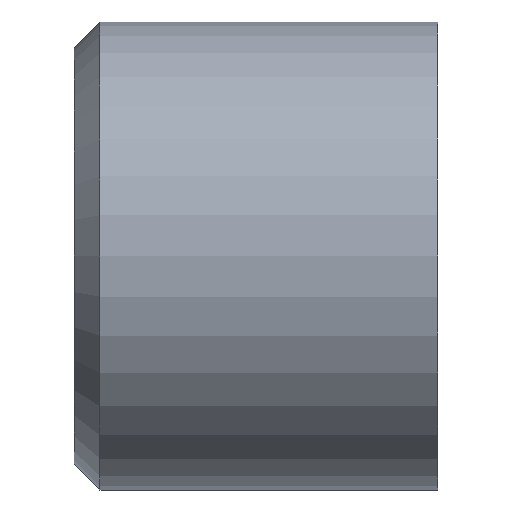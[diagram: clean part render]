
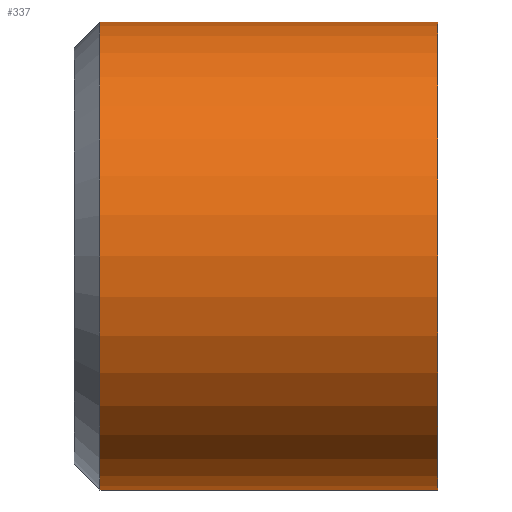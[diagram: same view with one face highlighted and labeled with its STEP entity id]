
A CAD part, left-side view. The second image highlights one B-rep face of the part: STEP entity #337.
In plain terms, the highlighted cylindrical face has radius 9 mm (diameter 18 mm), a partial arc.
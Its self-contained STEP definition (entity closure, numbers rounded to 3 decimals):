
#8 = DIRECTION ( 'NONE',  ( 0., 0., 1. ) ) ;
#12 = VERTEX_POINT ( 'NONE', #247 ) ;
#13 = CARTESIAN_POINT ( 'NONE',  ( 0., 13., 0. ) ) ;
#17 = CARTESIAN_POINT ( 'NONE',  ( 0., 0., 0. ) ) ;
#36 = CARTESIAN_POINT ( 'NONE',  ( 0., 13., -9. ) ) ;
#59 = EDGE_CURVE ( 'NONE', #12, #833, #329, .T. ) ;
#60 = FACE_OUTER_BOUND ( 'NONE', #625, .T. ) ;
#91 = EDGE_CURVE ( 'NONE', #538, #833, #864, .T. ) ;
#120 = ORIENTED_EDGE ( 'NONE', *, *, #91, .T. ) ;
#142 = CARTESIAN_POINT ( 'NONE',  ( 0., 0., 9. ) ) ;
#144 = DIRECTION ( 'NONE',  ( 0., -1., 0. ) ) ;
#231 = CARTESIAN_POINT ( 'NONE',  ( 0., 0., -9. ) ) ;
#247 = CARTESIAN_POINT ( 'NONE',  ( 0., 13., 9. ) ) ;
#253 = CARTESIAN_POINT ( 'NONE',  ( 0., 12.5, 9. ) ) ;
#254 = VERTEX_POINT ( 'NONE', #36 ) ;
#290 = DIRECTION ( 'NONE',  ( 0., -1., 0. ) ) ;
#323 = ORIENTED_EDGE ( 'NONE', *, *, #359, .T. ) ;
#329 = LINE ( 'NONE', #253, #946 ) ;
#336 = AXIS2_PLACEMENT_3D ( 'NONE', #17, #896, #486 ) ;
#337 = ADVANCED_FACE ( 'NONE', ( #60 ), #381, .T. ) ;
#359 = EDGE_CURVE ( 'NONE', #254, #538, #617, .T. ) ;
#381 = CYLINDRICAL_SURFACE ( 'NONE', #897, 9. ) ;
#421 = DIRECTION ( 'NONE',  ( 0., -1., 0. ) ) ;
#486 = DIRECTION ( 'NONE',  ( 0., 0., 1. ) ) ;
#538 = VERTEX_POINT ( 'NONE', #231 ) ;
#582 = DIRECTION ( 'NONE',  ( 0., -1., 0. ) ) ;
#617 = LINE ( 'NONE', #845, #846 ) ;
#625 = EDGE_LOOP ( 'NONE', ( #788, #828, #323, #120 ) ) ;
#708 = CIRCLE ( 'NONE', #1023, 9. ) ;
#788 = ORIENTED_EDGE ( 'NONE', *, *, #59, .F. ) ;
#828 = ORIENTED_EDGE ( 'NONE', *, *, #996, .T. ) ;
#833 = VERTEX_POINT ( 'NONE', #142 ) ;
#845 = CARTESIAN_POINT ( 'NONE',  ( 0., 12.5, -9. ) ) ;
#846 = VECTOR ( 'NONE', #144, 1000. ) ;
#864 = CIRCLE ( 'NONE', #336, 9. ) ;
#896 = DIRECTION ( 'NONE',  ( 0., 1., 0. ) ) ;
#897 = AXIS2_PLACEMENT_3D ( 'NONE', #930, #290, #1024 ) ;
#930 = CARTESIAN_POINT ( 'NONE',  ( 0., 12.5, 0. ) ) ;
#946 = VECTOR ( 'NONE', #421, 1000. ) ;
#996 = EDGE_CURVE ( 'NONE', #12, #254, #708, .T. ) ;
#1023 = AXIS2_PLACEMENT_3D ( 'NONE', #13, #582, #8 ) ;
#1024 = DIRECTION ( 'NONE',  ( 0., 0., -1. ) ) ;
